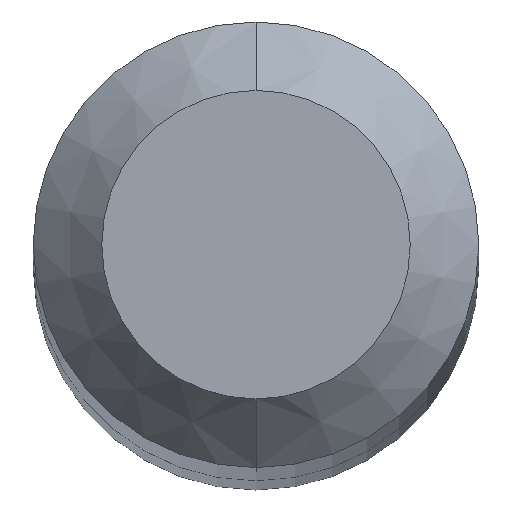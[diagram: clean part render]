
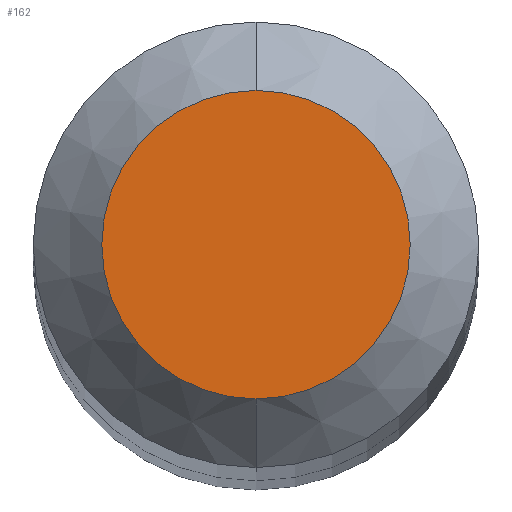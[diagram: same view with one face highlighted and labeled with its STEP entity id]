
A CAD part, top view. The second image highlights one B-rep face of the part: STEP entity #162.
In plain terms, the highlighted planar face has unit normal (0, 0, 1).
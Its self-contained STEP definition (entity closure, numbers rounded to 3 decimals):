
#20 = VERTEX_POINT ( 'NONE', #106 ) ;
#23 = DIRECTION ( 'NONE',  ( 0., 1., 0. ) ) ;
#24 = CARTESIAN_POINT ( 'NONE',  ( 0., 0.45, 38. ) ) ;
#68 = DIRECTION ( 'NONE',  ( 0., 0., -1. ) ) ;
#93 = CARTESIAN_POINT ( 'NONE',  ( 0., 0., 38. ) ) ;
#105 = CIRCLE ( 'NONE', #150, 0.45 ) ;
#106 = CARTESIAN_POINT ( 'NONE',  ( 0., -0.45, 38. ) ) ;
#128 = FACE_OUTER_BOUND ( 'NONE', #250, .T. ) ;
#129 = DIRECTION ( 'NONE',  ( 0., 1., 0. ) ) ;
#143 = PLANE ( 'NONE',  #185 ) ;
#150 = AXIS2_PLACEMENT_3D ( 'NONE', #93, #68, #191 ) ;
#162 = ADVANCED_FACE ( 'NONE', ( #128 ), #143, .F. ) ;
#166 = VERTEX_POINT ( 'NONE', #24 ) ;
#169 = CARTESIAN_POINT ( 'NONE',  ( 0., 0., 38. ) ) ;
#184 = ORIENTED_EDGE ( 'NONE', *, *, #303, .F. ) ;
#185 = AXIS2_PLACEMENT_3D ( 'NONE', #282, #235, #129 ) ;
#191 = DIRECTION ( 'NONE',  ( 0., 1., 0. ) ) ;
#211 = EDGE_CURVE ( 'NONE', #166, #20, #330, .T. ) ;
#235 = DIRECTION ( 'NONE',  ( 0., 0., -1. ) ) ;
#250 = EDGE_LOOP ( 'NONE', ( #306, #184 ) ) ;
#259 = DIRECTION ( 'NONE',  ( 0., 0., -1. ) ) ;
#282 = CARTESIAN_POINT ( 'NONE',  ( 0., 0., 38. ) ) ;
#303 = EDGE_CURVE ( 'NONE', #20, #166, #105, .T. ) ;
#306 = ORIENTED_EDGE ( 'NONE', *, *, #211, .F. ) ;
#320 = AXIS2_PLACEMENT_3D ( 'NONE', #169, #259, #23 ) ;
#330 = CIRCLE ( 'NONE', #320, 0.45 ) ;
